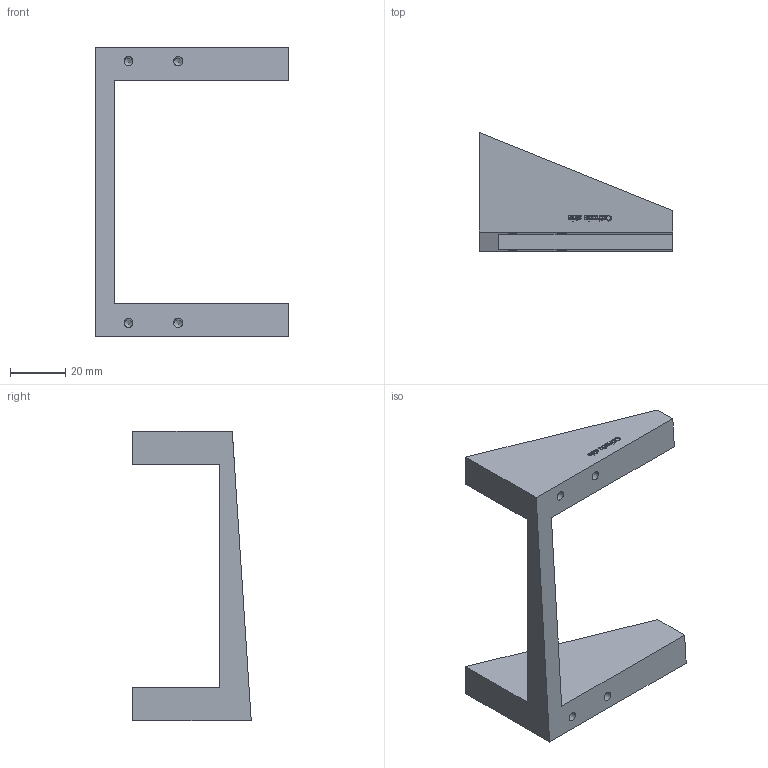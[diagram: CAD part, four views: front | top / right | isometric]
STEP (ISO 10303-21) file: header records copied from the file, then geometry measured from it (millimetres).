
FILE_DESCRIPTION(/* description */ (''),/* implementation_level */ '2;1');
FILE_NAME(/* name */ 'MGSE - Contrewedge THD Clyde_Thrust scale.stp',/* time_stamp */ '2020-02-20T11:12:32+01:00',/* author */ ('julien.hamon'),/* organization */ (''),/* preprocessor_version */ 'ST-DEVELOPER v18',/* originating_system */ 'Autodesk Inventor 2020',/* authorisation */ '');
FILE_SCHEMA (('AUTOMOTIVE_DESIGN { 1 0 10303 214 3 1 1 }'));
Length unit declared in the file: millimetre
Products named in the file (1): MGSE - Contrewedge THD Clyde_Thrust scale
Bounding box: 70 x 42.9 x 105 mm (x, y, z)
Volume: 46760.2 mm3; surface area: 14729.4 mm2
Topology: 1 solids, 1 shells, 483 faces, 1316 edges, 880 vertices
Faces by surface type: bspline 242, plane 225, cone 8, cylinder 8
Full cylindrical faces by diameter (mm): 2.013 x4, 3.242 x4
Entity records: 17199 total; most frequent: CARTESIAN_POINT 6559, ORIENTED_EDGE 2616, DIRECTION 1340, EDGE_CURVE 1308, VERTEX_POINT 880, LINE 792, VECTOR 792, EDGE_LOOP 536
